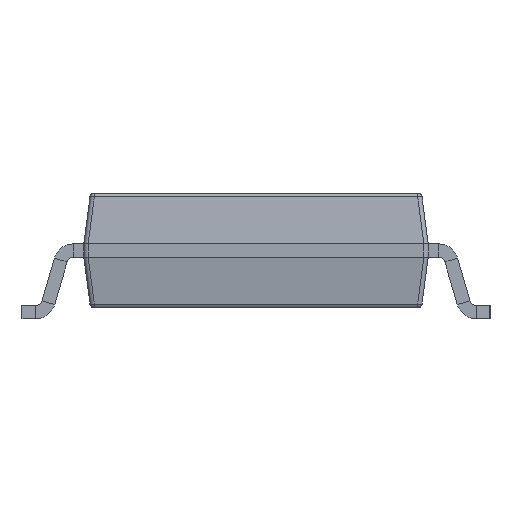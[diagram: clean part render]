
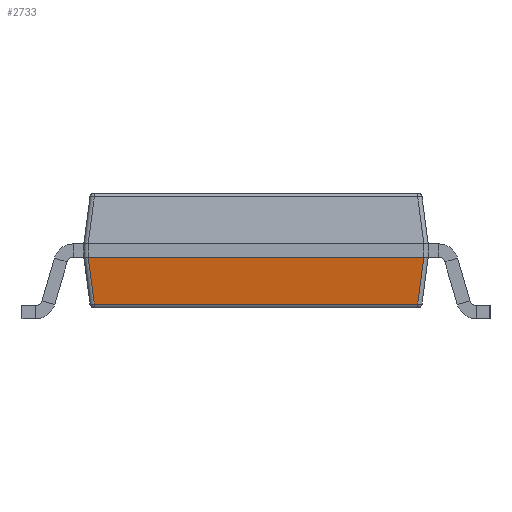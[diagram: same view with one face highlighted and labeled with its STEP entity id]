
A CAD part, left-side view. The second image highlights one B-rep face of the part: STEP entity #2733.
In plain terms, the highlighted planar face has unit normal (-0.992, 0, -0.129).
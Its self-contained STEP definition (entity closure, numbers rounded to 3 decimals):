
#2486 = VERTEX_POINT('',#2487);
#2487 = CARTESIAN_POINT('',(-7.6,3.8,
    1.4));
#2493 = EDGE_CURVE('',#2486,#2494,#2496,.T.);
#2494 = VERTEX_POINT('',#2495);
#2495 = CARTESIAN_POINT('',(-7.6,-3.8,
    1.4));
#2496 = LINE('',#2497,#2498);
#2497 = CARTESIAN_POINT('',(-7.6,3.9,
    1.4));
#2498 = VECTOR('',#2499,1.);
#2499 = DIRECTION('',(0.,-1.,0.));
#2733 = ADVANCED_FACE('',(#2734),#2777,.F.);
#2734 = FACE_BOUND('',#2735,.T.);
#2735 = EDGE_LOOP('',(#2736,#2737,#2746,#2754,#2762,#2770));
#2736 = ORIENTED_EDGE('',*,*,#2493,.F.);
#2737 = ORIENTED_EDGE('',*,*,#2738,.T.);
#2738 = EDGE_CURVE('',#2486,#2739,#2741,.T.);
#2739 = VERTEX_POINT('',#2740);
#2740 = CARTESIAN_POINT('',(-7.6,3.801,
    1.4));
#2741 = ( BOUNDED_CURVE() B_SPLINE_CURVE(3,(#2742,#2743,#2744,#2745),
.UNSPECIFIED.,.F.,.F.) B_SPLINE_CURVE_WITH_KNOTS((4,4),(3.142,
3.15),.PIECEWISE_BEZIER_KNOTS.) CURVE() 
GEOMETRIC_REPRESENTATION_ITEM() RATIONAL_B_SPLINE_CURVE((1.,
1.,1.,1.)) REPRESENTATION_ITEM('') );
#2742 = CARTESIAN_POINT('',(-7.6,3.8,
    1.4));
#2743 = CARTESIAN_POINT('',(-7.6,3.8,
    1.4));
#2744 = CARTESIAN_POINT('',(-7.6,3.801,
    1.4));
#2745 = CARTESIAN_POINT('',(-7.6,3.801,
    1.4));
#2746 = ORIENTED_EDGE('',*,*,#2747,.T.);
#2747 = EDGE_CURVE('',#2739,#2748,#2750,.T.);
#2748 = VERTEX_POINT('',#2749);
#2749 = CARTESIAN_POINT('',(-7.461,3.662,
    0.337));
#2750 = LINE('',#2751,#2752);
#2751 = CARTESIAN_POINT('',(-7.602,3.802,
    1.413));
#2752 = VECTOR('',#2753,1.);
#2753 = DIRECTION('',(0.128,-0.128,-0.983));
#2754 = ORIENTED_EDGE('',*,*,#2755,.T.);
#2755 = EDGE_CURVE('',#2748,#2756,#2758,.T.);
#2756 = VERTEX_POINT('',#2757);
#2757 = CARTESIAN_POINT('',(-7.461,-3.662,
    0.337));
#2758 = LINE('',#2759,#2760);
#2759 = CARTESIAN_POINT('',(-7.461,-3.75,
    0.337));
#2760 = VECTOR('',#2761,1.);
#2761 = DIRECTION('',(0.,-1.,0.));
#2762 = ORIENTED_EDGE('',*,*,#2763,.T.);
#2763 = EDGE_CURVE('',#2756,#2764,#2766,.T.);
#2764 = VERTEX_POINT('',#2765);
#2765 = CARTESIAN_POINT('',(-7.6,-3.801,
    1.4));
#2766 = LINE('',#2767,#2768);
#2767 = CARTESIAN_POINT('',(-7.473,-3.674,
    0.429));
#2768 = VECTOR('',#2769,1.);
#2769 = DIRECTION('',(-0.128,-0.128,0.983));
#2770 = ORIENTED_EDGE('',*,*,#2771,.T.);
#2771 = EDGE_CURVE('',#2764,#2494,#2772,.T.);
#2772 = ( BOUNDED_CURVE() B_SPLINE_CURVE(3,(#2773,#2774,#2775,#2776),
.UNSPECIFIED.,.F.,.F.) B_SPLINE_CURVE_WITH_KNOTS((4,4),(3.133,
3.142),.PIECEWISE_BEZIER_KNOTS.) CURVE() 
GEOMETRIC_REPRESENTATION_ITEM() RATIONAL_B_SPLINE_CURVE((1.,
1.,1.,1.)) REPRESENTATION_ITEM('') );
#2773 = CARTESIAN_POINT('',(-7.6,-3.801,
    1.4));
#2774 = CARTESIAN_POINT('',(-7.6,-3.801,
    1.4));
#2775 = CARTESIAN_POINT('',(-7.6,-3.8,
    1.4));
#2776 = CARTESIAN_POINT('',(-7.6,-3.8,
    1.4));
#2777 = PLANE('',#2778);
#2778 = AXIS2_PLACEMENT_3D('',#2779,#2780,#2781);
#2779 = CARTESIAN_POINT('',(-7.6,3.9,
    1.4));
#2780 = DIRECTION('',(0.992,0.,0.129)
  );
#2781 = DIRECTION('',(0.,-1.,0.));
